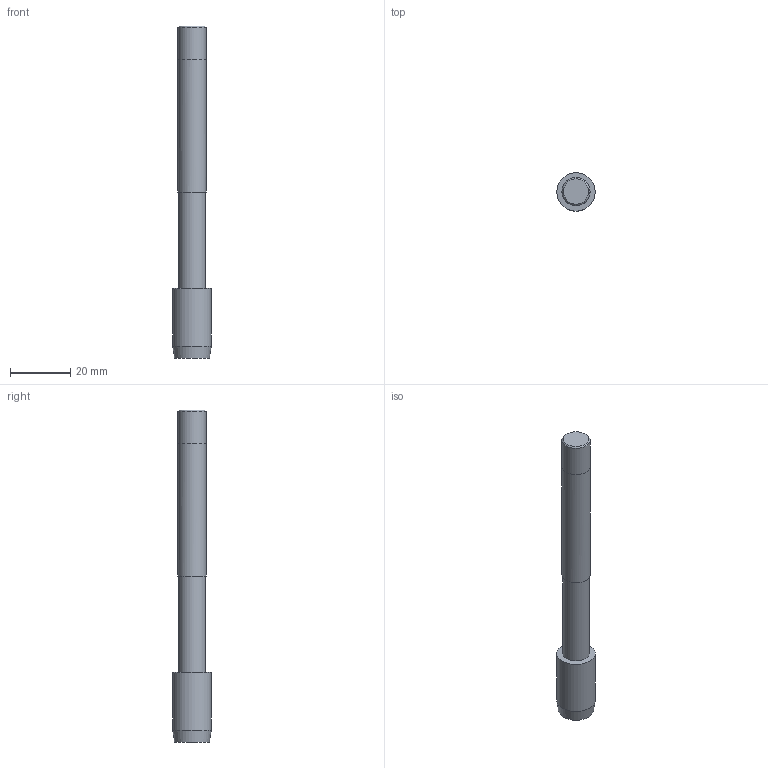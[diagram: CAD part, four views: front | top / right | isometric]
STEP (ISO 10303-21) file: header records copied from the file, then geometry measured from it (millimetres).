
FILE_DESCRIPTION ((), '3-D model version:1');
FILE_NAME ('E8921/2', '2013-09-13T09:49:33', ('InteractiveCad'), ('AB Sandvik Coromant'), 'HarmonyWare STEP v1.9.12', 'T3D tool generator', '');
FILE_SCHEMA (('CONFIG_CONTROL_DESIGN'));
Length unit declared in the file: millimetre
Products named in the file (2): NONE
Bounding box: 12.7 x 12.7 x 110 mm (x, y, z)
Volume: 8655.9 mm3; surface area: 3907.5 mm2
Topology: 2 solids, 2 shells, 13 faces, 19 edges, 11 vertices
Faces by surface type: bspline 13
Entity records: 582 total; most frequent: CARTESIAN_POINT 202, ORIENTED_EDGE 38, DIRECTION 28, EDGE_CURVE 19, PERSON 16, ORGANIZATION 16, PERSON_AND_ORGANIZATION 16, EDGE_LOOP 14
